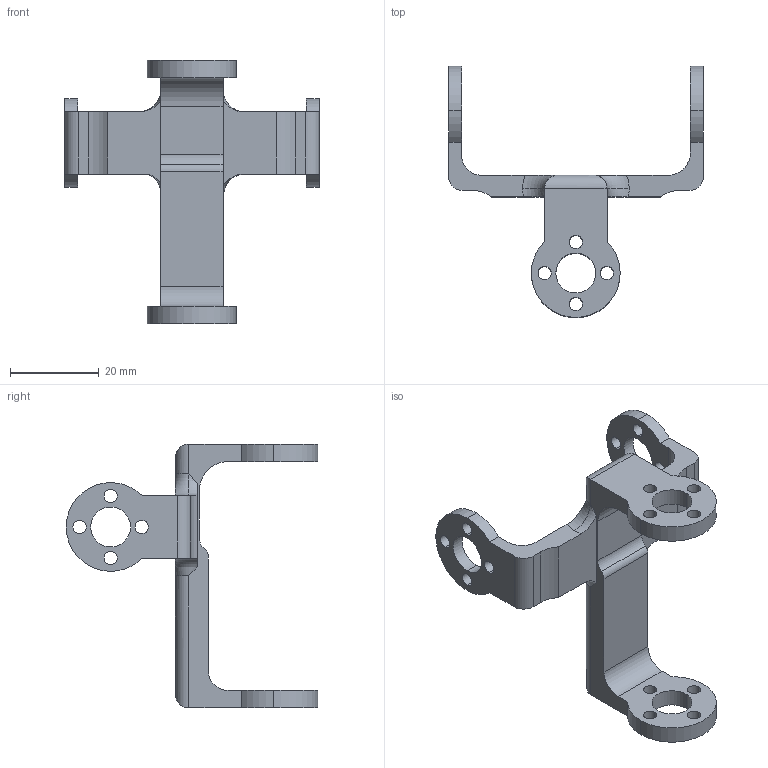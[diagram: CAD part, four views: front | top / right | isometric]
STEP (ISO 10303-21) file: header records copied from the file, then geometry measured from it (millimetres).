
FILE_DESCRIPTION (( 'STEP AP203' ), '1' );
FILE_NAME ('zhijiao.sldasm-Part-1_默认_sldprt.STEP', '2018-02-03T08:03:38', ( '' ), ( '' ), 'SwSTEP 2.0', 'SolidWorks 2014', '' );
FILE_SCHEMA (( 'CONFIG_CONTROL_DESIGN' ));
Length unit declared in the file: millimetre
Products named in the file (1): zhijiao.sldasm-Part-1_默认_sldprt
Bounding box: 57.38 x 56.66 x 59.38 mm (x, y, z)
Volume: 12454.9 mm3; surface area: 7942.2 mm2
Topology: 1 solids, 1 shells, 95 faces, 273 edges, 180 vertices
Faces by surface type: cylinder 68, plane 21, torus 6
Entity records: 3419 total; most frequent: CARTESIAN_POINT 672, DIRECTION 585, ORIENTED_EDGE 546, EDGE_CURVE 273, AXIS2_PLACEMENT_3D 232, VERTEX_POINT 180, CIRCLE 136, EDGE_LOOP 135
